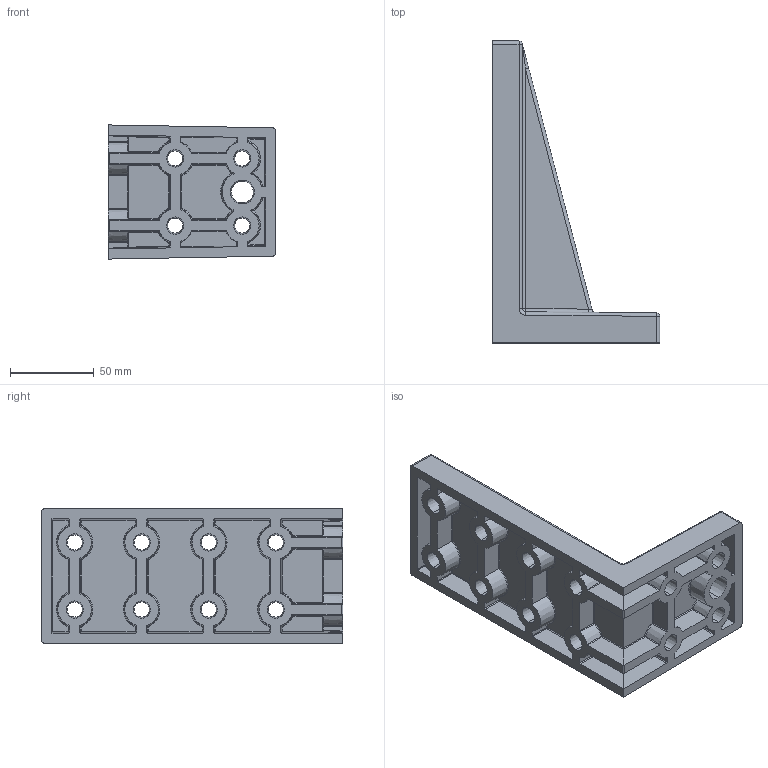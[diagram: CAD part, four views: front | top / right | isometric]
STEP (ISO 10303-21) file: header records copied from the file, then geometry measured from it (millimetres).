
FILE_DESCRIPTION (( 'STEP AP214' ), '1' );
FILE_NAME ('7268330', '2019-01-30T09:03:54', ( '' ), ('JUGARD+KÜNSTNER GmbH'), 'SwSTEP 2.0', 'SolidWorks 2017', '' );
FILE_SCHEMA (( 'AUTOMOTIVE_DESIGN' ));
Length unit declared in the file: millimetre
Products named in the file (1): 7268330
Bounding box: 100 x 180 x 79.99 mm (x, y, z)
Volume: 254219.4 mm3; surface area: 82300.9 mm2
Topology: 1 solids, 1 shells, 418 faces, 1016 edges, 570 vertices
Faces by surface type: bspline 147, cylinder 112, plane 98, cone 61
Entity records: 15737 total; most frequent: CARTESIAN_POINT 7305, ORIENTED_EDGE 1954, DIRECTION 1480, EDGE_CURVE 977, VERTEX_POINT 570, AXIS2_PLACEMENT_3D 563, EDGE_LOOP 453, FACE_OUTER_BOUND 418
